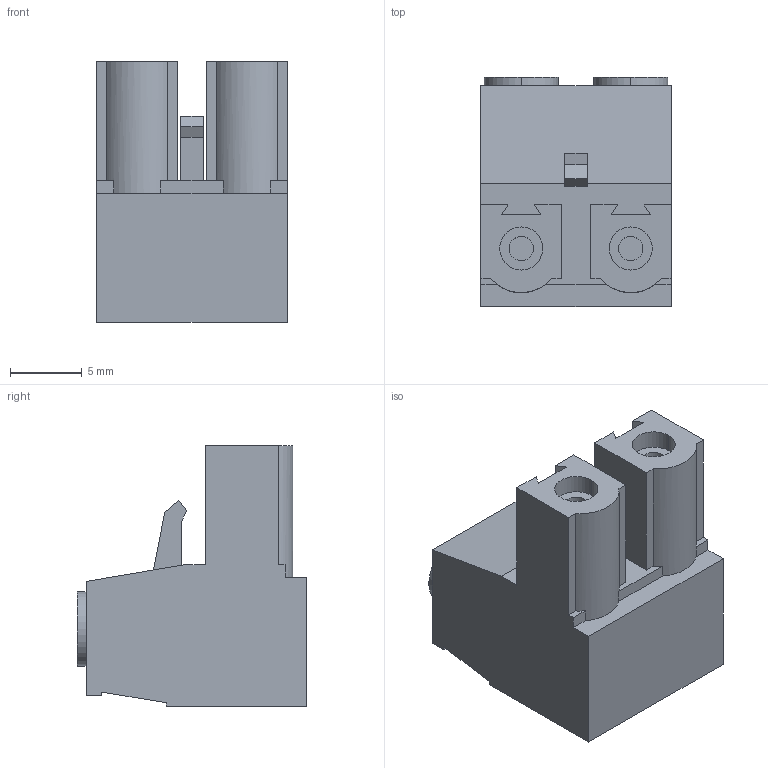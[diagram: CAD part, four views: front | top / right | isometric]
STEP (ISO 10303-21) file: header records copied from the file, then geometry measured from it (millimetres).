
FILE_DESCRIPTION (( 'STEP AP203' ), '1' );
FILE_NAME ('SOKETLI BASKILI DEVRE KLEMENSI - 7,62 MM DISI - 2 LI.STEP', '2018-09-19T13:30:06', ( 'user' ), ( '' ), 'SwSTEP 2.0', 'SolidWorks 2016', '' );
FILE_SCHEMA (( 'CONFIG_CONTROL_DESIGN' ));
Length unit declared in the file: millimetre
Products named in the file (1): SOKETLI BASKILI DEVRE KLEMENSI  - 7,62 MM DISI - 2 LI
Bounding box: 13.25 x 15.95 x 18.15 mm (x, y, z)
Volume: 2143.6 mm3; surface area: 1776.8 mm2
Topology: 1 solids, 1 shells, 96 faces, 243 edges, 162 vertices
Faces by surface type: plane 78, cylinder 18
Entity records: 2952 total; most frequent: CARTESIAN_POINT 502, ORIENTED_EDGE 486, DIRECTION 485, EDGE_CURVE 243, VECTOR 195, LINE 195, VERTEX_POINT 162, AXIS2_PLACEMENT_3D 145
